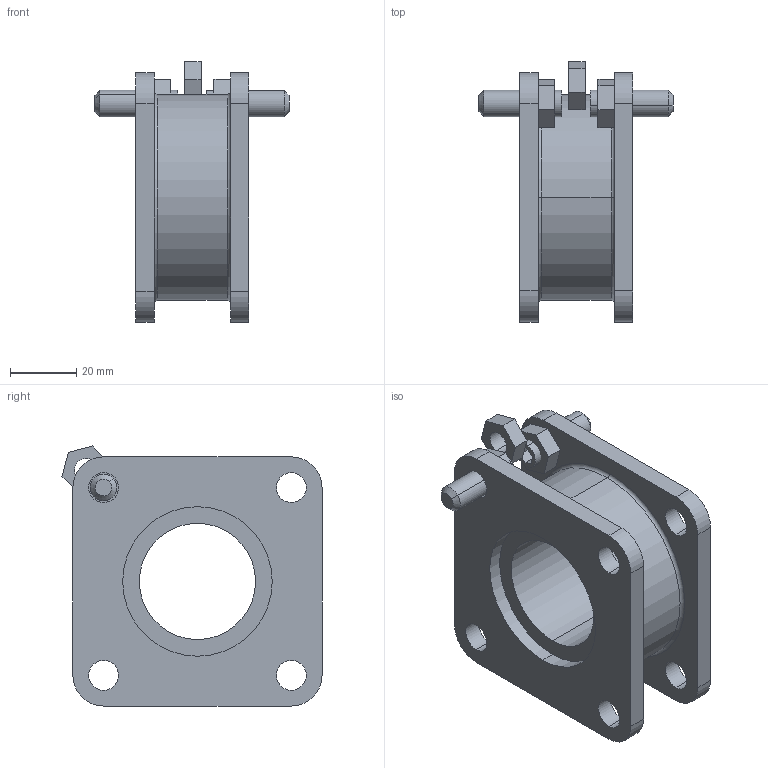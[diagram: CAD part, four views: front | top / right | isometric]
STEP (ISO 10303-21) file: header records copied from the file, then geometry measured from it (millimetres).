
FILE_DESCRIPTION (( 'STEP AP214' ), '1' );
FILE_NAME ('63 ADAPTOR.STEP', '2010-08-10T15:18:13', ( '' ), ( '' ), 'SwSTEP 2.0', 'SolidWorks 2010', '' );
FILE_SCHEMA (( 'AUTOMOTIVE_DESIGN' ));
Length unit declared in the file: millimetre
Products named in the file (4): ÇAP 50-63 SETUSKÜR; ADAPTÖR  ÇAP 63; 莂p 50-63  Set黶k黵 somunu; 63  ADAPTOR
Assembly tree (6 placements, depth 2):
  63  ADAPTOR
    莂p 50-63  Set黶k黵 somunu  x3
    ÇAP 50-63 SETUSKÜR  x2
    ADAPTÖR  ÇAP 63
Bounding box: 58.48 x 78.28 x 78.28 mm (x, y, z)
Volume: 93650.4 mm3; surface area: 29143.6 mm2
Topology: 6 solids, 6 shells, 106 faces, 256 edges, 168 vertices
Faces by surface type: plane 56, cylinder 42, cone 4, torus 4
Entity records: 2428 total; most frequent: DIRECTION 426, CARTESIAN_POINT 380, ORIENTED_EDGE 360, EDGE_CURVE 180, AXIS2_PLACEMENT_3D 164, VERTEX_POINT 118, LINE 98, VECTOR 98
